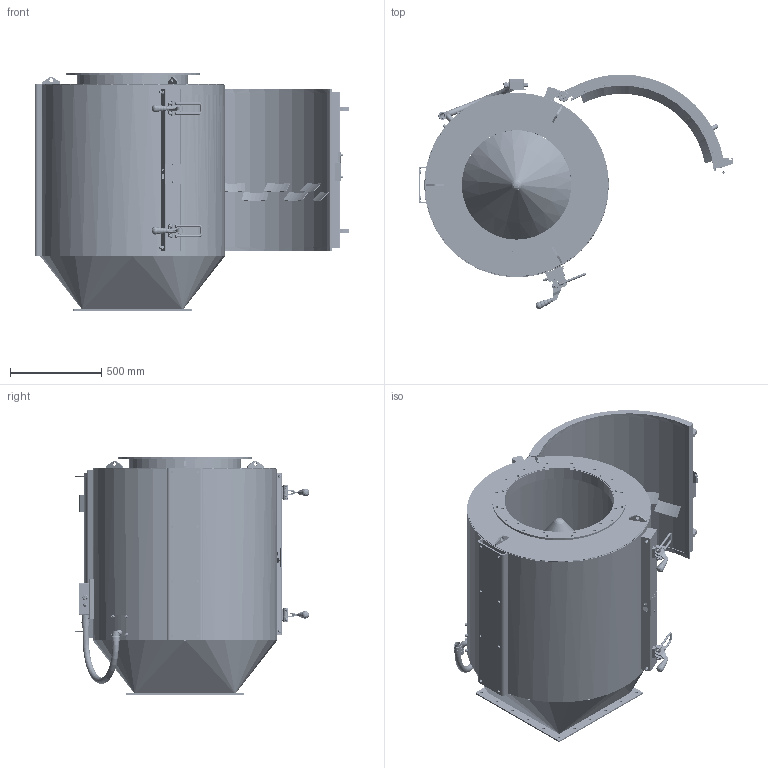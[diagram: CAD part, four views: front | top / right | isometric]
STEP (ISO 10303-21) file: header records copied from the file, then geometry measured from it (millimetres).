
FILE_DESCRIPTION(/* description */ (''),/* implementation_level */ '2;1');
FILE_NAME(/* name */ 'SPEE000067 A Customer.stp',/* time_stamp */ '2014-09-12T10:17:14+02:00',/* author */ ('bs'),/* organization */ (''),/* preprocessor_version */ 'ST-DEVELOPER v15.2',/* originating_system */ 'Autodesk Inventor 2014',/* authorisation */ '');
FILE_SCHEMA (('AUTOMOTIVE_DESIGN { 1 0 10303 214 3 1 1 }'));
Length unit declared in the file: centimetre
Products named in the file (1): SPEE000067 A Customer
Bounding box: 1724.03 x 1283.8 x 1300.47 mm (x, y, z)
Volume: 265050.3 mm3; surface area: 18959683.6 mm2
Topology: 134 solids, 135 shells, 8953 faces, 23067 edges, 14829 vertices
Faces by surface type: plane 5399, bspline 1558, cylinder 1161, cone 624, torus 188, sphere 23
Full cylindrical faces by diameter (mm): 2 x8, 2.459 x2, 3 x6, 3.242 x10, 3.3 x2, 3.5 x4, 4 x15, 4.5 x14, 5 x3, 5.459 x8, 5.5 x4, 5.6 x6, 6 x12, 6.4 x2, 6.5 x2, 8 x14, 8.4 x4, 9.5 x2, 10 x12, 10.106 x18, 10.3 x2, 10.5 x4, 11.053 x3, 11.5 x4, 12 x42, 13 x11, 13.5 x15, 13.835 x2, 14 x48, 14.5 x8
Entity records: 307146 total; most frequent: CARTESIAN_POINT 96051, ORIENTED_EDGE 44048, DIRECTION 36298, EDGE_CURVE 21874, VERTEX_POINT 14462, LINE 13648, VECTOR 13648, AXIS2_PLACEMENT_3D 11325
